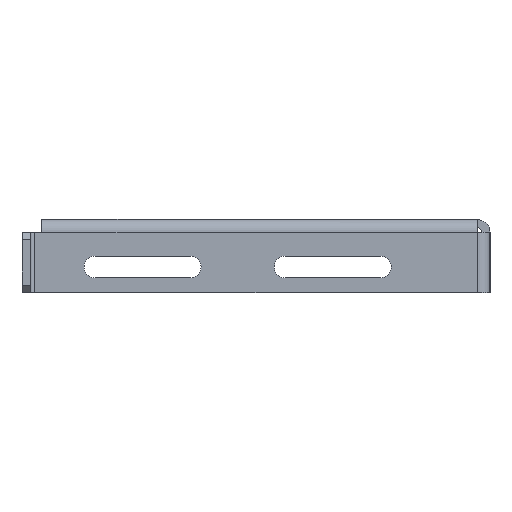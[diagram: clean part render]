
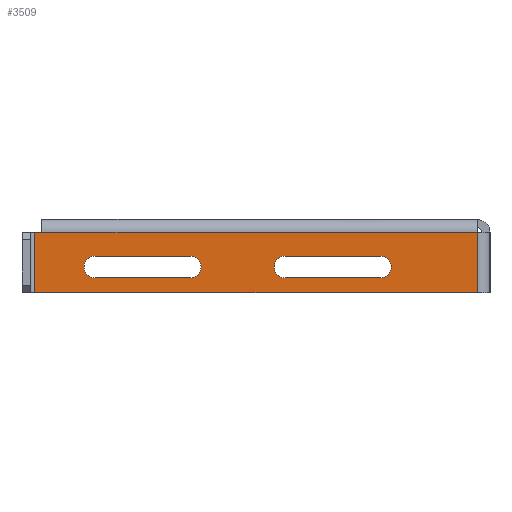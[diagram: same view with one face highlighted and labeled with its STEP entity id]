
A CAD part, left-side view. The second image highlights one B-rep face of the part: STEP entity #3509.
In plain terms, the highlighted planar face has unit normal (-1, 0, 0).
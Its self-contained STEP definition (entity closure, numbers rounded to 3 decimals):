
#182=CIRCLE('',#3752,2.381);
#185=CIRCLE('',#3757,2.381);
#186=CIRCLE('',#3760,2.381);
#189=CIRCLE('',#3765,2.381);
#740=ORIENTED_EDGE('',*,*,#1299,.T.);
#741=ORIENTED_EDGE('',*,*,#1548,.T.);
#742=ORIENTED_EDGE('',*,*,#1518,.T.);
#743=ORIENTED_EDGE('',*,*,#1560,.F.);
#744=ORIENTED_EDGE('',*,*,#1318,.T.);
#745=ORIENTED_EDGE('',*,*,#1456,.T.);
#746=ORIENTED_EDGE('',*,*,#1546,.F.);
#747=ORIENTED_EDGE('',*,*,#1544,.F.);
#748=ORIENTED_EDGE('',*,*,#1540,.F.);
#749=ORIENTED_EDGE('',*,*,#1537,.F.);
#750=ORIENTED_EDGE('',*,*,#1534,.F.);
#751=ORIENTED_EDGE('',*,*,#1532,.F.);
#752=ORIENTED_EDGE('',*,*,#1528,.F.);
#753=ORIENTED_EDGE('',*,*,#1525,.F.);
#1299=EDGE_CURVE('',#1814,#1813,#2146,.F.);
#1318=EDGE_CURVE('',#1833,#1832,#2159,.F.);
#1456=EDGE_CURVE('',#1832,#1814,#2252,.T.);
#1518=EDGE_CURVE('',#1953,#1966,#2296,.F.);
#1525=EDGE_CURVE('',#1969,#1970,#182,.T.);
#1528=EDGE_CURVE('',#1970,#1972,#2301,.T.);
#1532=EDGE_CURVE('',#1972,#1975,#185,.T.);
#1534=EDGE_CURVE('',#1975,#1969,#2305,.T.);
#1537=EDGE_CURVE('',#1977,#1978,#186,.T.);
#1540=EDGE_CURVE('',#1978,#1980,#2309,.T.);
#1544=EDGE_CURVE('',#1980,#1983,#189,.T.);
#1546=EDGE_CURVE('',#1983,#1977,#2313,.T.);
#1548=EDGE_CURVE('',#1813,#1953,#2315,.T.);
#1560=EDGE_CURVE('',#1833,#1966,#2327,.T.);
#1813=VERTEX_POINT('',#4968);
#1814=VERTEX_POINT('',#4970);
#1832=VERTEX_POINT('',#5008);
#1833=VERTEX_POINT('',#5010);
#1953=VERTEX_POINT('',#5394);
#1966=VERTEX_POINT('',#5429);
#1969=VERTEX_POINT('',#5442);
#1970=VERTEX_POINT('',#5444);
#1972=VERTEX_POINT('',#5450);
#1975=VERTEX_POINT('',#5458);
#1977=VERTEX_POINT('',#5466);
#1978=VERTEX_POINT('',#5468);
#1980=VERTEX_POINT('',#5474);
#1983=VERTEX_POINT('',#5482);
#2146=LINE('',#4969,#2500);
#2159=LINE('',#5009,#2513);
#2252=LINE('',#5281,#2606);
#2296=LINE('',#5430,#2650);
#2301=LINE('',#5449,#2655);
#2305=LINE('',#5461,#2659);
#2309=LINE('',#5473,#2663);
#2313=LINE('',#5485,#2667);
#2315=LINE('',#5488,#2669);
#2327=LINE('',#5509,#2681);
#2500=VECTOR('',#3957,1000.);
#2513=VECTOR('',#3986,1000.);
#2606=VECTOR('',#4255,1000.);
#2650=VECTOR('',#4367,1000.);
#2655=VECTOR('',#4390,1000.);
#2659=VECTOR('',#4402,1000.);
#2663=VECTOR('',#4414,1000.);
#2667=VECTOR('',#4426,1000.);
#2669=VECTOR('',#4430,1000.);
#2681=VECTOR('',#4452,1000.);
#2953=EDGE_LOOP('',(#740,#741,#742,#743,#744,#745));
#2954=EDGE_LOOP('',(#746,#747,#748,#749));
#2955=EDGE_LOOP('',(#750,#751,#752,#753));
#3193=FACE_BOUND('',#2953,.T.);
#3194=FACE_BOUND('',#2954,.T.);
#3195=FACE_BOUND('',#2955,.T.);
#3370=PLANE('',#3773);
#3509=ADVANCED_FACE('',(#3193,#3194,#3195),#3370,.T.);
#3752=AXIS2_PLACEMENT_3D('',#5443,#4383,#4384);
#3757=AXIS2_PLACEMENT_3D('',#5457,#4397,#4398);
#3760=AXIS2_PLACEMENT_3D('',#5467,#4407,#4408);
#3765=AXIS2_PLACEMENT_3D('',#5481,#4421,#4422);
#3773=AXIS2_PLACEMENT_3D('',#5510,#4453,#4454);
#3957=DIRECTION('',(0.,-1.,0.));
#3986=DIRECTION('',(0.,1.,0.));
#4255=DIRECTION('',(0.,0.,1.));
#4367=DIRECTION('',(0.,-1.,0.));
#4383=DIRECTION('',(-1.,0.,0.));
#4384=DIRECTION('',(0.,0.,1.));
#4390=DIRECTION('',(0.,-1.,0.));
#4397=DIRECTION('',(-1.,0.,0.));
#4398=DIRECTION('',(0.,0.,1.));
#4402=DIRECTION('',(0.,1.,0.));
#4407=DIRECTION('',(-1.,0.,0.));
#4408=DIRECTION('',(0.,0.,1.));
#4414=DIRECTION('',(0.,-1.,0.));
#4421=DIRECTION('',(-1.,0.,0.));
#4422=DIRECTION('',(0.,0.,1.));
#4426=DIRECTION('',(0.,1.,0.));
#4430=DIRECTION('',(0.,1.,0.));
#4452=DIRECTION('',(0.,0.,1.));
#4453=DIRECTION('',(-1.,0.,0.));
#4454=DIRECTION('',(0.,0.,1.));
#4968=CARTESIAN_POINT('',(-222.25,-98.832,6.109));
#4969=CARTESIAN_POINT('',(-222.25,-98.857,6.109));
#4970=CARTESIAN_POINT('',(-222.25,-98.857,6.109));
#5008=CARTESIAN_POINT('',(-222.25,-98.857,-7.023));
#5009=CARTESIAN_POINT('',(-222.25,0.,-7.023));
#5010=CARTESIAN_POINT('',(-222.25,-2.743,-7.023));
#5281=CARTESIAN_POINT('',(-222.25,-98.857,-7.023));
#5394=CARTESIAN_POINT('',(-222.25,-4.331,6.109));
#5429=CARTESIAN_POINT('',(-222.25,-2.743,6.109));
#5430=CARTESIAN_POINT('',(-222.25,-98.857,6.109));
#5442=CARTESIAN_POINT('',(-222.25,-15.875,0.914));
#5443=CARTESIAN_POINT('',(-222.25,-15.875,-1.467));
#5444=CARTESIAN_POINT('',(-222.25,-15.875,-3.848));
#5449=CARTESIAN_POINT('',(-222.25,0.,-3.848));
#5450=CARTESIAN_POINT('',(-222.25,-36.513,-3.848));
#5457=CARTESIAN_POINT('',(-222.25,-36.513,-1.467));
#5458=CARTESIAN_POINT('',(-222.25,-36.513,0.914));
#5461=CARTESIAN_POINT('',(-222.25,0.,0.914));
#5466=CARTESIAN_POINT('',(-222.25,-57.15,0.914));
#5467=CARTESIAN_POINT('',(-222.25,-57.15,-1.467));
#5468=CARTESIAN_POINT('',(-222.25,-57.15,-3.848));
#5473=CARTESIAN_POINT('',(-222.25,-41.275,-3.848));
#5474=CARTESIAN_POINT('',(-222.25,-77.788,-3.848));
#5481=CARTESIAN_POINT('',(-222.25,-77.788,-1.467));
#5482=CARTESIAN_POINT('',(-222.25,-77.788,0.914));
#5485=CARTESIAN_POINT('',(-222.25,-41.275,0.914));
#5488=CARTESIAN_POINT('',(-222.25,-51.581,6.109));
#5509=CARTESIAN_POINT('',(-222.25,-2.743,-7.023));
#5510=CARTESIAN_POINT('',(-222.25,0.,-7.023));
